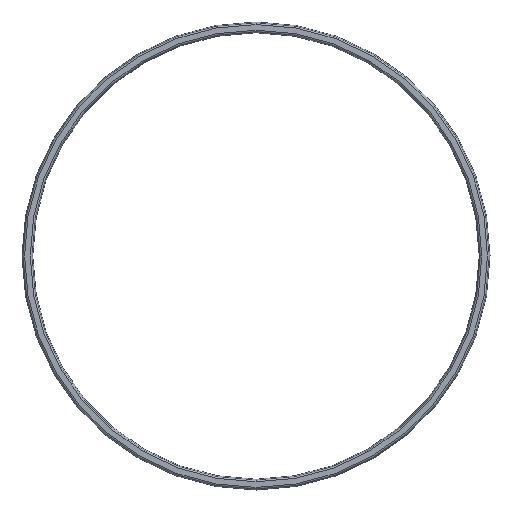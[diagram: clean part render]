
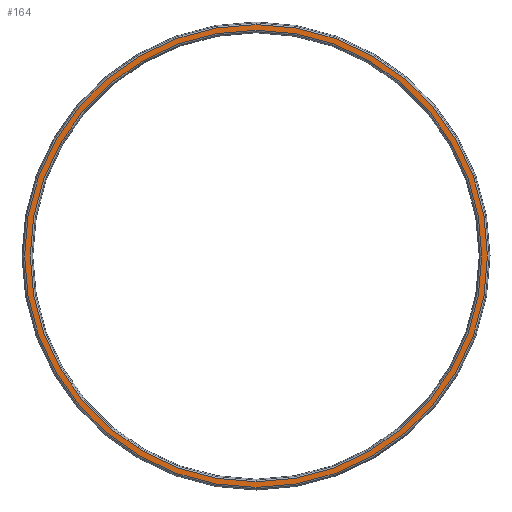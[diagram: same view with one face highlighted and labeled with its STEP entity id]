
A CAD part, front view. The second image highlights one B-rep face of the part: STEP entity #164.
In plain terms, the highlighted planar face has unit normal (0, -1, 0).
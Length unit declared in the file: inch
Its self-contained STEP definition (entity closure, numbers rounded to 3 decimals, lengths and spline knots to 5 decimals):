
#20 = ORIENTED_EDGE ( 'NONE', *, *, #503, .T. ) ;
#32 = DIRECTION ( 'NONE',  ( 0., 0., -1. ) ) ;
#53 = EDGE_LOOP ( 'NONE', ( #20, #151 ) ) ;
#63 = CARTESIAN_POINT ( 'NONE',  ( 9.25, -0.3125, -9.36488 ) ) ;
#67 = DIRECTION ( 'NONE',  ( 0., 0., -1. ) ) ;
#72 = CIRCLE ( 'NONE', #449, 9.13512 ) ;
#109 = CARTESIAN_POINT ( 'NONE',  ( 9.25, -0.3125, 9.13512 ) ) ;
#119 = CARTESIAN_POINT ( 'NONE',  ( 9.25, -0.3125, 0. ) ) ;
#120 = EDGE_CURVE ( 'NONE', #658, #159, #521, .T. ) ;
#127 = CARTESIAN_POINT ( 'NONE',  ( 9.25, -0.3125, 0. ) ) ;
#143 = FACE_BOUND ( 'NONE', #471, .T. ) ;
#151 = ORIENTED_EDGE ( 'NONE', *, *, #326, .T. ) ;
#159 = VERTEX_POINT ( 'NONE', #181 ) ;
#164 = ADVANCED_FACE ( 'NONE', ( #240, #143 ), #193, .T. ) ;
#169 = AXIS2_PLACEMENT_3D ( 'NONE', #494, #233, #286 ) ;
#181 = CARTESIAN_POINT ( 'NONE',  ( 9.25, -0.3125, -9.13512 ) ) ;
#193 = PLANE ( 'NONE',  #368 ) ;
#233 = DIRECTION ( 'NONE',  ( 0., 1., 0. ) ) ;
#240 = FACE_OUTER_BOUND ( 'NONE', #53, .T. ) ;
#245 = CARTESIAN_POINT ( 'NONE',  ( 9.25, -0.3125, 9.36488 ) ) ;
#249 = VERTEX_POINT ( 'NONE', #245 ) ;
#263 = DIRECTION ( 'NONE',  ( 0., -1., 0. ) ) ;
#279 = CARTESIAN_POINT ( 'NONE',  ( 9.25, -0.3125, 0. ) ) ;
#286 = DIRECTION ( 'NONE',  ( 0., 0., -1. ) ) ;
#288 = DIRECTION ( 'NONE',  ( 0., 1., 0. ) ) ;
#326 = EDGE_CURVE ( 'NONE', #249, #631, #333, .T. ) ;
#329 = DIRECTION ( 'NONE',  ( 0., -1., 0. ) ) ;
#333 = CIRCLE ( 'NONE', #481, 9.36488 ) ;
#368 = AXIS2_PLACEMENT_3D ( 'NONE', #651, #603, #599 ) ;
#390 = DIRECTION ( 'NONE',  ( 0., 0., -1. ) ) ;
#406 = ORIENTED_EDGE ( 'NONE', *, *, #120, .T. ) ;
#417 = AXIS2_PLACEMENT_3D ( 'NONE', #279, #329, #390 ) ;
#449 = AXIS2_PLACEMENT_3D ( 'NONE', #127, #288, #32 ) ;
#471 = EDGE_LOOP ( 'NONE', ( #623, #406 ) ) ;
#481 = AXIS2_PLACEMENT_3D ( 'NONE', #119, #263, #67 ) ;
#494 = CARTESIAN_POINT ( 'NONE',  ( 9.25, -0.3125, 0. ) ) ;
#503 = EDGE_CURVE ( 'NONE', #631, #249, #620, .T. ) ;
#521 = CIRCLE ( 'NONE', #169, 9.13512 ) ;
#542 = EDGE_CURVE ( 'NONE', #159, #658, #72, .T. ) ;
#599 = DIRECTION ( 'NONE',  ( 0., 0., -1. ) ) ;
#603 = DIRECTION ( 'NONE',  ( 0., -1., 0. ) ) ;
#620 = CIRCLE ( 'NONE', #417, 9.36488 ) ;
#623 = ORIENTED_EDGE ( 'NONE', *, *, #542, .T. ) ;
#631 = VERTEX_POINT ( 'NONE', #63 ) ;
#651 = CARTESIAN_POINT ( 'NONE',  ( -0.15625, -0.3125, 0. ) ) ;
#658 = VERTEX_POINT ( 'NONE', #109 ) ;
